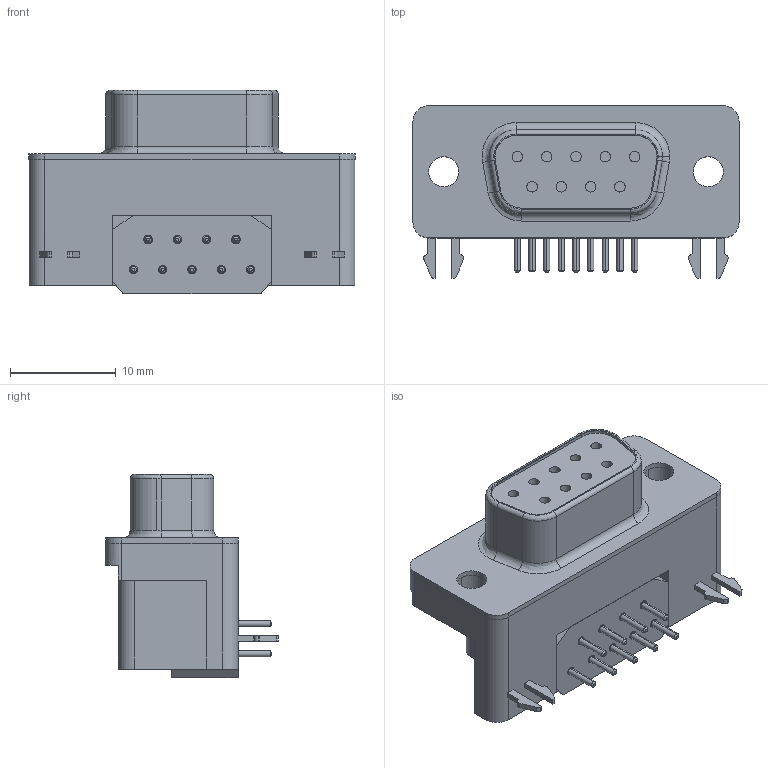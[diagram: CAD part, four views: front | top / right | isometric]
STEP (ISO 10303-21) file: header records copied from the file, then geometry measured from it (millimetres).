
FILE_DESCRIPTION (( 'STEP AP214' ), '1' );
FILE_NAME ('User Library-D-Sub-K122439102-Stig-Wahlstrom.STEP', '2011-06-30T06:23:12', ( 'sysAdmin' ), ( 'SolidWorks' ), 'SwSTEP 2.0', 'SolidWorks 2011', '' );
FILE_SCHEMA (( 'AUTOMOTIVE_DESIGN' ));
Length unit declared in the file: millimetre
Products named in the file (3): User Library-D-Sub-K122439102-Stig-Wahlstrom_Insert-D-SUB-Filtered-Female-A-Snap-09_Insert-D-Sub-9-STD-Female-2; User Library-D-Sub-K122439102-Stig-Wahlstrom_Shell-D-SUB-UNC-Female_Shell-D-Sub-9-15-Female-2; User Library-D-Sub-K122439102-Stig-Wahlstrom
Assembly tree (2 placements, depth 2):
  User Library-D-Sub-K122439102-Stig-Wahlstrom
    User Library-D-Sub-K122439102-Stig-Wahlstrom_Shell-D-SUB-UNC-Female_Shell-D-Sub-9-15-Female-2
    User Library-D-Sub-K122439102-Stig-Wahlstrom_Insert-D-SUB-Filtered-Female-A-Snap-09_Insert-D-Sub-9-STD-Female-2
Bounding box: 30.81 x 16.3 x 19.2 mm (x, y, z)
Volume: 4173.3 mm3; surface area: 3485.8 mm2
Topology: 2 solids, 2 shells, 244 faces, 583 edges, 374 vertices
Faces by surface type: cylinder 108, plane 103, cone 18, bspline 12, torus 3
Entity records: 10227 total; most frequent: CARTESIAN_POINT 1591, DIRECTION 1294, ORIENTED_EDGE 1166, EDGE_CURVE 583, AXIS2_PLACEMENT_3D 486, VERTEX_POINT 374, VECTOR 322, LINE 322
